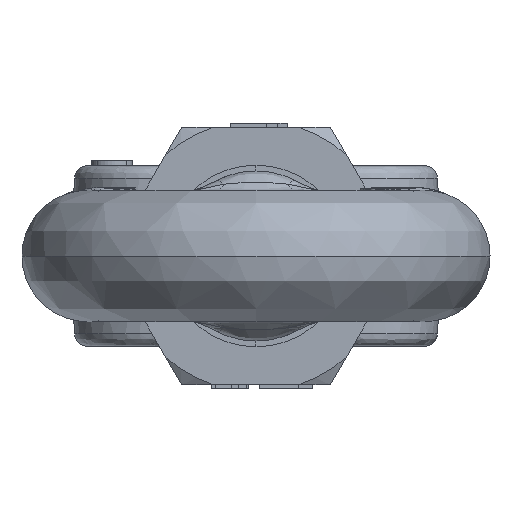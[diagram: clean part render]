
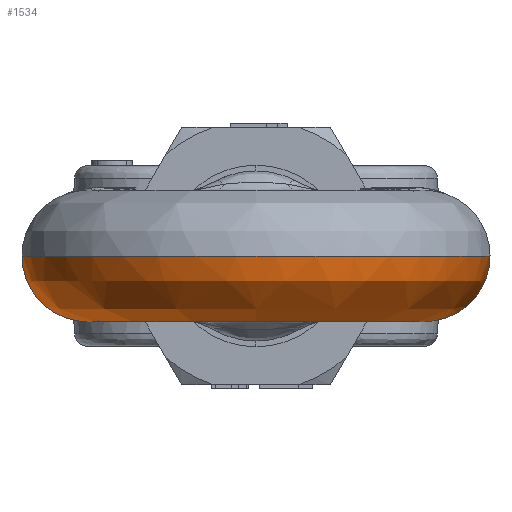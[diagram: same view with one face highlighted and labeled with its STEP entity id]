
A CAD part, left-side view. The second image highlights one B-rep face of the part: STEP entity #1534.
In plain terms, the highlighted free-form (B-spline) face has degree [3, 3] with [4, 7] control points.
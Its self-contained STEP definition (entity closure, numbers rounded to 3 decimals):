
#1534=ADVANCED_FACE('NONE',(#3241),#3242,.T.);
#3241=FACE_OUTER_BOUND('',#9143,.T.);
#3242=(B_SPLINE_SURFACE(3,3,((#9145,#9146,#9147,#9148,#9149,#9150,#9151),(#9152,#9153,#9154,#9155,#9156,#9157,#9158),(#9159,#9160,#9161,#9162,#9163,#9164,#9165),(#9166,#9167,#9168,#9169,#9170,#9171,#9172)),.UNSPECIFIED.,.F.,.F.,.F.)B_SPLINE_SURFACE_WITH_KNOTS((4,4),(4,3,4),(0.0,1.0),(0.0,0.5,1.0),.UNSPECIFIED.)RATIONAL_B_SPLINE_SURFACE(((1.0,0.789,0.789,1.0,0.789,0.789,1.0),(0.333,0.263,0.263,0.333,0.263,0.263,0.333),(0.333,0.263,0.263,0.333,0.263,0.263,0.333),(1.0,0.789,0.789,1.0,0.789,0.789,1.0)))BOUNDED_SURFACE()REPRESENTATION_ITEM('')GEOMETRIC_REPRESENTATION_ITEM()SURFACE());
#9143=EDGE_LOOP('',(#15234,#15235,#15236,#15237));
#9145=CARTESIAN_POINT('',(-668.843,90.791,0.));
#9146=CARTESIAN_POINT('',(-724.928,94.595,0.));
#9147=CARTESIAN_POINT('',(-766.0,56.214,0.));
#9148=CARTESIAN_POINT('',(-766.0,0.,0.));
#9149=CARTESIAN_POINT('',(-766.0,-56.214,0.));
#9150=CARTESIAN_POINT('',(-724.928,-94.595,0.));
#9151=CARTESIAN_POINT('',(-668.843,-90.791,0.));
#9152=CARTESIAN_POINT('',(-668.843,90.791,-51.));
#9153=CARTESIAN_POINT('',(-724.928,94.595,-51.));
#9154=CARTESIAN_POINT('',(-766.0,56.214,-51.));
#9155=CARTESIAN_POINT('',(-766.0,0.,-51.));
#9156=CARTESIAN_POINT('',(-766.0,-56.214,-51.));
#9157=CARTESIAN_POINT('',(-724.928,-94.595,-51.));
#9158=CARTESIAN_POINT('',(-668.843,-90.791,-51.));
#9159=CARTESIAN_POINT('',(-672.294,39.908,-51.));
#9160=CARTESIAN_POINT('',(-696.946,41.58,-51.));
#9161=CARTESIAN_POINT('',(-715.0,24.709,-51.));
#9162=CARTESIAN_POINT('',(-715.0,0.,-51.));
#9163=CARTESIAN_POINT('',(-715.0,-24.709,-51.));
#9164=CARTESIAN_POINT('',(-696.946,-41.58,-51.));
#9165=CARTESIAN_POINT('',(-672.294,-39.908,-51.));
#9166=CARTESIAN_POINT('',(-672.294,39.908,0.));
#9167=CARTESIAN_POINT('',(-696.946,41.58,0.));
#9168=CARTESIAN_POINT('',(-715.0,24.709,0.));
#9169=CARTESIAN_POINT('',(-715.0,0.,0.));
#9170=CARTESIAN_POINT('',(-715.0,-24.709,0.));
#9171=CARTESIAN_POINT('',(-696.946,-41.58,0.));
#9172=CARTESIAN_POINT('',(-672.294,-39.908,0.));
#15234=ORIENTED_EDGE('',*,*,#18364,.F.);
#15235=ORIENTED_EDGE('',*,*,#18365,.T.);
#15236=ORIENTED_EDGE('',*,*,#18366,.F.);
#15237=ORIENTED_EDGE('',*,*,#18367,.F.);
#18364=EDGE_CURVE('NONE',#21261,#21260,#21347,.T.);
#18365=EDGE_CURVE('NONE',#21261,#21120,#21348,.T.);
#18366=EDGE_CURVE('NONE',#21122,#21120,#21349,.T.);
#18367=EDGE_CURVE('NONE',#21260,#21122,#21350,.T.);
#21120=VERTEX_POINT('NONE',#30531);
#21122=VERTEX_POINT('NONE',#30533);
#21260=VERTEX_POINT('NONE',#31218);
#21261=VERTEX_POINT('NONE',#31219);
#21347=CIRCLE('',#31548,25.5);
#21348=CIRCLE('',#31549,40.0);
#21349=CIRCLE('',#31550,25.5);
#21350=CIRCLE('',#31551,91.0);
#30531=CARTESIAN_POINT('',(-672.294,-39.908,0.));
#30533=CARTESIAN_POINT('',(-668.843,-90.791,0.));
#31218=CARTESIAN_POINT('',(-668.843,90.791,0.));
#31219=CARTESIAN_POINT('',(-672.294,39.908,0.));
#31548=AXIS2_PLACEMENT_3D('',#35216,#35217,#35218);
#31549=AXIS2_PLACEMENT_3D('',#35219,#35220,#35221);
#31550=AXIS2_PLACEMENT_3D('',#35222,#35223,#35224);
#31551=AXIS2_PLACEMENT_3D('',#35225,#35226,#35227);
#35216=CARTESIAN_POINT('',(-670.568,65.35,0.));
#35217=DIRECTION('',(0.998,-0.068,0.0));
#35218=DIRECTION('',(0.068,0.998,0.0));
#35219=CARTESIAN_POINT('',(-675.0,0.,0.));
#35220=DIRECTION('',(0.0,0.0,1.0));
#35221=DIRECTION('',(1.0,0.0,0.0));
#35222=CARTESIAN_POINT('',(-670.568,-65.35,0.));
#35223=DIRECTION('',(0.998,0.068,0.0));
#35224=DIRECTION('',(0.068,-0.998,0.0));
#35225=CARTESIAN_POINT('',(-675.0,0.,0.));
#35226=DIRECTION('',(0.0,0.0,1.0));
#35227=DIRECTION('',(1.0,0.0,0.0));
